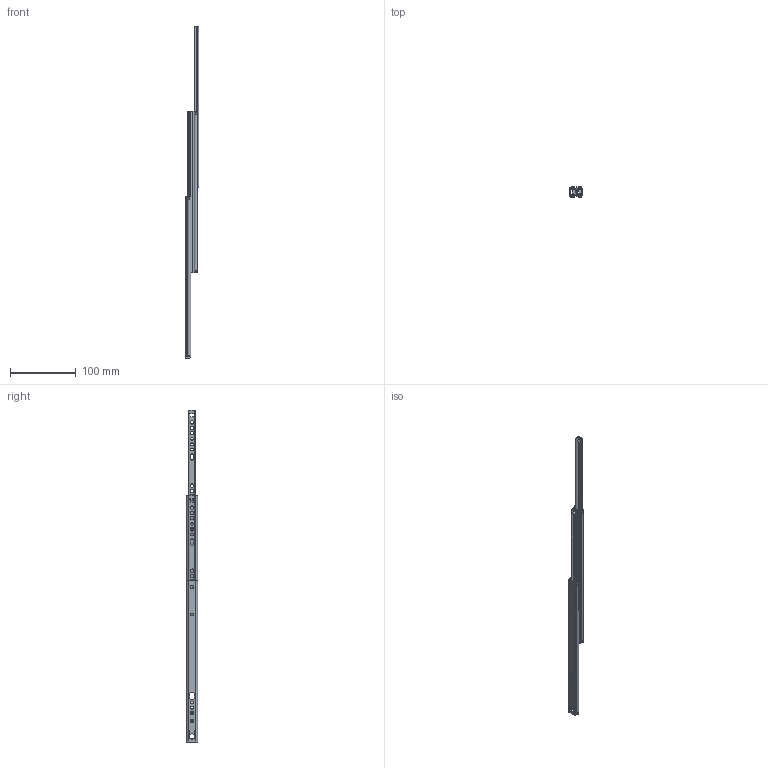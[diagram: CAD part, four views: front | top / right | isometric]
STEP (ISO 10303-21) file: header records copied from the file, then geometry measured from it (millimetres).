
FILE_DESCRIPTION(/* description */ ('Überauszug Serie 042 246x268'),/* implementation_level */ '2;1');
FILE_NAME(/* name */ '07000054001.stp',/* time_stamp */ '2020-06-19T16:04:16+02:00',/* author */ ('Dennis Bruder'),/* organization */ (''),/* preprocessor_version */ 'ST-DEVELOPER v18',/* originating_system */ 'Autodesk Inventor 2020',/* authorisation */ '');
FILE_SCHEMA (('AUTOMOTIVE_DESIGN { 1 0 10303 214 3 1 1 }'));
Length unit declared in the file: millimetre
Products named in the file (1): 07000054001
Bounding box: 20 x 17 x 505 mm (x, y, z)
Volume: 27753.5 mm3; surface area: 61853.2 mm2
Topology: 32 solids, 32 shells, 620 faces, 1756 edges, 1146 vertices
Faces by surface type: cylinder 298, plane 290, sphere 24, torus 8
Full cylindrical faces by diameter (mm): 2.8 x2, 3.4 x24, 3.5 x2, 3.65 x4, 4 x4, 4.1 x16, 5 x6, 5.3 x18, 8 x2
Entity records: 21841 total; most frequent: CARTESIAN_POINT 4451, DIRECTION 3552, ORIENTED_EDGE 3416, EDGE_CURVE 1708, AXIS2_PLACEMENT_3D 1303, VERTEX_POINT 1146, LINE 946, VECTOR 946
